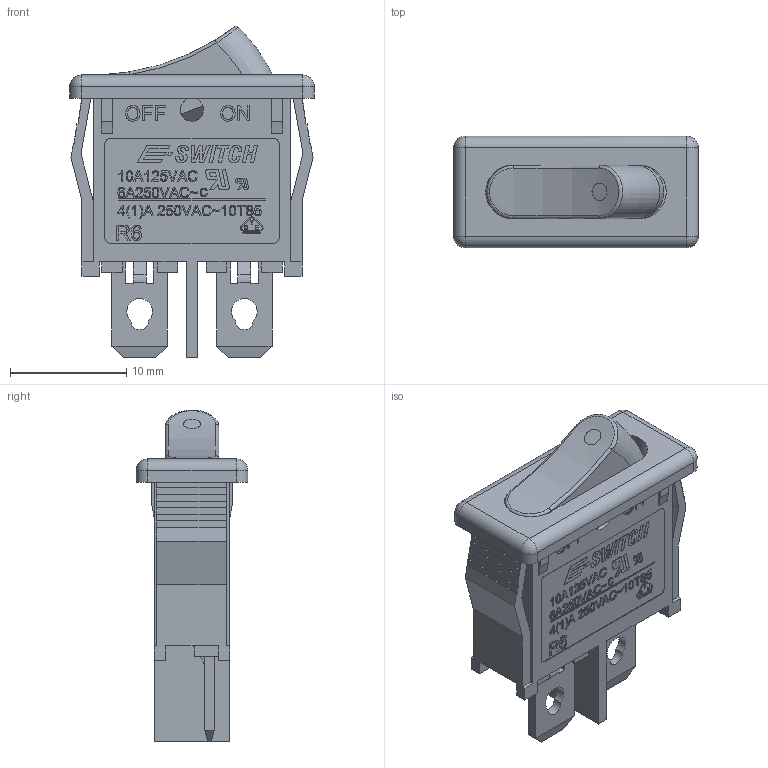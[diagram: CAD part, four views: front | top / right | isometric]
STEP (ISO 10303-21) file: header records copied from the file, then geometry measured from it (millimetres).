
FILE_DESCRIPTION((' '),'2;1');
FILE_NAME('R6xxxxxxAF.stp','2017-08-03T09:58:59',(' '),(' '),' ','ACIS',' ');
FILE_SCHEMA(('CONFIG_CONTROL_DESIGN'));
Length unit declared in the file: inch
Products named in the file (1): R6xxxxxxAF.stp
Bounding box: 21 x 9.6 x 28.5 mm (x, y, z)
Volume: 1333.8 mm3; surface area: 2958.6 mm2
Topology: 1 solids, 1 shells, 1019 faces, 2784 edges, 1837 vertices
Faces by surface type: plane 639, bspline 309, cylinder 59, torus 6, sphere 4, cone 2
Full cylindrical faces by diameter (mm): 2 x2
Entity records: 34611 total; most frequent: CARTESIAN_POINT 10674, ORIENTED_EDGE 5562, DIRECTION 3723, EDGE_CURVE 2781, VECTOR 2005, LINE 2005, VERTEX_POINT 1835, EDGE_LOOP 1120
